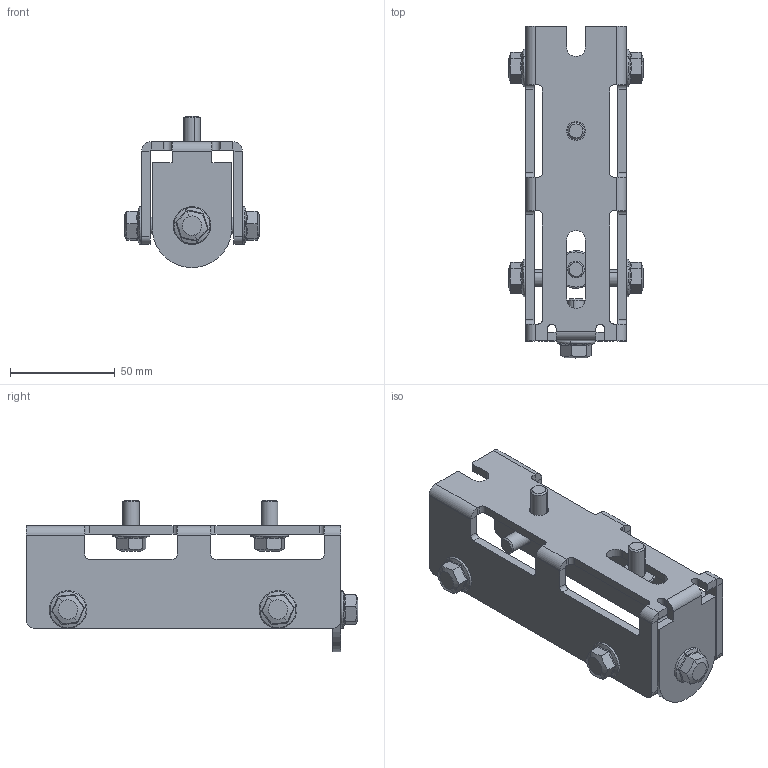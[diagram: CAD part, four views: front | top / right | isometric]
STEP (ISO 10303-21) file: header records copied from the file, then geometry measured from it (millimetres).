
FILE_DESCRIPTION (( 'STEP AP203' ), '1' );
FILE_NAME ('43-100-0.STEP', '2022-02-23T14:15:04', ( '' ), ( '' ), 'SwSTEP 2.0', 'SolidWorks 2021', '' );
FILE_SCHEMA (( 'CONFIG_CONTROL_DESIGN' ));
Length unit declared in the file: millimetre
Products named in the file (1): 43-100-0
Bounding box: 64.2 x 158.1 x 72 mm (x, y, z)
Volume: 85402.2 mm3; surface area: 49827.3 mm2
Topology: 8 solids, 8 shells, 300 faces, 701 edges, 416 vertices
Faces by surface type: plane 133, cylinder 69, cone 42, bspline 42, torus 14
Entity records: 12044 total; most frequent: CARTESIAN_POINT 5478, ORIENTED_EDGE 1402, DIRECTION 1259, EDGE_CURVE 701, AXIS2_PLACEMENT_3D 467, VERTEX_POINT 416, LINE 325, VECTOR 325
